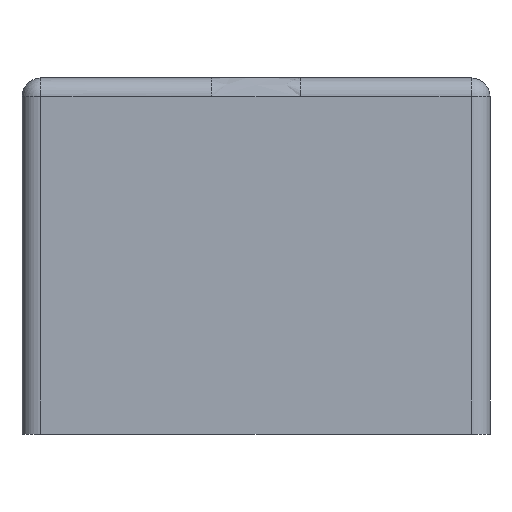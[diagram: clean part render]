
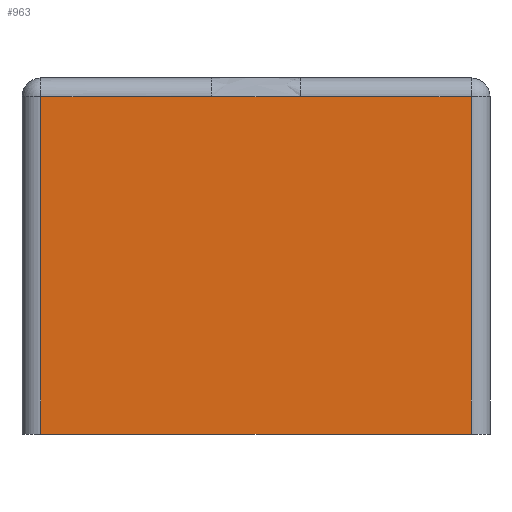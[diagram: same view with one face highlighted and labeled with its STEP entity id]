
A CAD part, front view. The second image highlights one B-rep face of the part: STEP entity #963.
In plain terms, the highlighted planar face has unit normal (0, -1, 0).
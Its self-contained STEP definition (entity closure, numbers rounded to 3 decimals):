
#55 = PLANE('',#56);
#56 = AXIS2_PLACEMENT_3D('',#57,#58,#59);
#57 = CARTESIAN_POINT('',(0.,0.,0.));
#58 = DIRECTION('',(0.,0.,1.));
#59 = DIRECTION('',(1.,0.,0.));
#206 = VERTEX_POINT('',#207);
#207 = CARTESIAN_POINT('',(-1.71,-3.19,0.));
#222 = CYLINDRICAL_SURFACE('',#223,0.15);
#223 = AXIS2_PLACEMENT_3D('',#224,#225,#226);
#224 = CARTESIAN_POINT('',(-1.71,-3.04,0.));
#225 = DIRECTION('',(0.,0.,1.));
#226 = DIRECTION('',(-1.,0.,0.));
#234 = EDGE_CURVE('',#235,#206,#237,.T.);
#235 = VERTEX_POINT('',#236);
#236 = CARTESIAN_POINT('',(1.71,-3.19,0.));
#237 = SURFACE_CURVE('',#238,(#242,#249),.PCURVE_S1.);
#238 = LINE('',#239,#240);
#239 = CARTESIAN_POINT('',(1.86,-3.19,0.));
#240 = VECTOR('',#241,1.);
#241 = DIRECTION('',(-1.,0.,0.));
#242 = PCURVE('',#55,#243);
#243 = DEFINITIONAL_REPRESENTATION('',(#244),#248);
#244 = LINE('',#245,#246);
#245 = CARTESIAN_POINT('',(1.86,-3.19));
#246 = VECTOR('',#247,1.);
#247 = DIRECTION('',(-1.,0.));
#248 = ( GEOMETRIC_REPRESENTATION_CONTEXT(2) 
PARAMETRIC_REPRESENTATION_CONTEXT() REPRESENTATION_CONTEXT('2D SPACE',''
  ) );
#249 = PCURVE('',#250,#255);
#250 = PLANE('',#251);
#251 = AXIS2_PLACEMENT_3D('',#252,#253,#254);
#252 = CARTESIAN_POINT('',(1.86,-3.19,0.));
#253 = DIRECTION('',(0.,-1.,0.));
#254 = DIRECTION('',(-1.,0.,0.));
#255 = DEFINITIONAL_REPRESENTATION('',(#256),#260);
#256 = LINE('',#257,#258);
#257 = CARTESIAN_POINT('',(0.,-0.));
#258 = VECTOR('',#259,1.);
#259 = DIRECTION('',(1.,0.));
#260 = ( GEOMETRIC_REPRESENTATION_CONTEXT(2) 
PARAMETRIC_REPRESENTATION_CONTEXT() REPRESENTATION_CONTEXT('2D SPACE',''
  ) );
#283 = CYLINDRICAL_SURFACE('',#284,0.15);
#284 = AXIS2_PLACEMENT_3D('',#285,#286,#287);
#285 = CARTESIAN_POINT('',(1.71,-3.04,0.));
#286 = DIRECTION('',(0.,0.,1.));
#287 = DIRECTION('',(1.,0.,0.));
#858 = EDGE_CURVE('',#206,#859,#861,.T.);
#859 = VERTEX_POINT('',#860);
#860 = CARTESIAN_POINT('',(-1.71,-3.19,2.68));
#861 = SURFACE_CURVE('',#862,(#866,#873),.PCURVE_S1.);
#862 = LINE('',#863,#864);
#863 = CARTESIAN_POINT('',(-1.71,-3.19,0.));
#864 = VECTOR('',#865,1.);
#865 = DIRECTION('',(0.,0.,1.));
#866 = PCURVE('',#222,#867);
#867 = DEFINITIONAL_REPRESENTATION('',(#868),#872);
#868 = LINE('',#869,#870);
#869 = CARTESIAN_POINT('',(1.571,0.));
#870 = VECTOR('',#871,1.);
#871 = DIRECTION('',(0.,1.));
#872 = ( GEOMETRIC_REPRESENTATION_CONTEXT(2) 
PARAMETRIC_REPRESENTATION_CONTEXT() REPRESENTATION_CONTEXT('2D SPACE',''
  ) );
#873 = PCURVE('',#250,#874);
#874 = DEFINITIONAL_REPRESENTATION('',(#875),#879);
#875 = LINE('',#876,#877);
#876 = CARTESIAN_POINT('',(3.57,0.));
#877 = VECTOR('',#878,1.);
#878 = DIRECTION('',(0.,-1.));
#879 = ( GEOMETRIC_REPRESENTATION_CONTEXT(2) 
PARAMETRIC_REPRESENTATION_CONTEXT() REPRESENTATION_CONTEXT('2D SPACE',''
  ) );
#913 = EDGE_CURVE('',#235,#914,#916,.T.);
#914 = VERTEX_POINT('',#915);
#915 = CARTESIAN_POINT('',(1.71,-3.19,2.68));
#916 = SURFACE_CURVE('',#917,(#921,#928),.PCURVE_S1.);
#917 = LINE('',#918,#919);
#918 = CARTESIAN_POINT('',(1.71,-3.19,0.));
#919 = VECTOR('',#920,1.);
#920 = DIRECTION('',(0.,0.,1.));
#921 = PCURVE('',#283,#922);
#922 = DEFINITIONAL_REPRESENTATION('',(#923),#927);
#923 = LINE('',#924,#925);
#924 = CARTESIAN_POINT('',(-1.571,0.));
#925 = VECTOR('',#926,1.);
#926 = DIRECTION('',(-0.,1.));
#927 = ( GEOMETRIC_REPRESENTATION_CONTEXT(2) 
PARAMETRIC_REPRESENTATION_CONTEXT() REPRESENTATION_CONTEXT('2D SPACE',''
  ) );
#928 = PCURVE('',#250,#929);
#929 = DEFINITIONAL_REPRESENTATION('',(#930),#934);
#930 = LINE('',#931,#932);
#931 = CARTESIAN_POINT('',(0.15,0.));
#932 = VECTOR('',#933,1.);
#933 = DIRECTION('',(0.,-1.));
#934 = ( GEOMETRIC_REPRESENTATION_CONTEXT(2) 
PARAMETRIC_REPRESENTATION_CONTEXT() REPRESENTATION_CONTEXT('2D SPACE',''
  ) );
#963 = ADVANCED_FACE('',(#964),#250,.T.);
#964 = FACE_BOUND('',#965,.T.);
#965 = EDGE_LOOP('',(#966,#967,#968,#996,#1049,#1075));
#966 = ORIENTED_EDGE('',*,*,#234,.F.);
#967 = ORIENTED_EDGE('',*,*,#913,.T.);
#968 = ORIENTED_EDGE('',*,*,#969,.T.);
#969 = EDGE_CURVE('',#914,#970,#972,.T.);
#970 = VERTEX_POINT('',#971);
#971 = CARTESIAN_POINT('',(0.353,-3.19,2.68));
#972 = SURFACE_CURVE('',#973,(#977,#984),.PCURVE_S1.);
#973 = LINE('',#974,#975);
#974 = CARTESIAN_POINT('',(1.86,-3.19,2.68));
#975 = VECTOR('',#976,1.);
#976 = DIRECTION('',(-1.,0.,0.));
#977 = PCURVE('',#250,#978);
#978 = DEFINITIONAL_REPRESENTATION('',(#979),#983);
#979 = LINE('',#980,#981);
#980 = CARTESIAN_POINT('',(0.,-2.68));
#981 = VECTOR('',#982,1.);
#982 = DIRECTION('',(1.,0.));
#983 = ( GEOMETRIC_REPRESENTATION_CONTEXT(2) 
PARAMETRIC_REPRESENTATION_CONTEXT() REPRESENTATION_CONTEXT('2D SPACE',''
  ) );
#984 = PCURVE('',#985,#990);
#985 = CYLINDRICAL_SURFACE('',#986,0.15);
#986 = AXIS2_PLACEMENT_3D('',#987,#988,#989);
#987 = CARTESIAN_POINT('',(1.86,-3.04,2.68));
#988 = DIRECTION('',(-1.,0.,0.));
#989 = DIRECTION('',(0.,0.,1.));
#990 = DEFINITIONAL_REPRESENTATION('',(#991),#995);
#991 = LINE('',#992,#993);
#992 = CARTESIAN_POINT('',(-1.571,0.));
#993 = VECTOR('',#994,1.);
#994 = DIRECTION('',(-0.,1.));
#995 = ( GEOMETRIC_REPRESENTATION_CONTEXT(2) 
PARAMETRIC_REPRESENTATION_CONTEXT() REPRESENTATION_CONTEXT('2D SPACE',''
  ) );
#996 = ORIENTED_EDGE('',*,*,#997,.T.);
#997 = EDGE_CURVE('',#970,#998,#1000,.T.);
#998 = VERTEX_POINT('',#999);
#999 = CARTESIAN_POINT('',(-0.353,-3.19,2.68));
#1000 = SURFACE_CURVE('',#1001,(#1009,#1020),.PCURVE_S1.);
#1001 = ( BOUNDED_CURVE() B_SPLINE_CURVE(6,(#1002,#1003,#1004,#1005,
#1006,#1007,#1008),.UNSPECIFIED.,.F.,.F.) B_SPLINE_CURVE_WITH_KNOTS((7,7
),(1.507,2.213),.PIECEWISE_BEZIER_KNOTS.) CURVE() 
GEOMETRIC_REPRESENTATION_ITEM() RATIONAL_B_SPLINE_CURVE((1.,1.,1.,1.,1.,
1.,1.)) REPRESENTATION_ITEM('') );
#1002 = CARTESIAN_POINT('',(0.353,-3.19,2.68));
#1003 = CARTESIAN_POINT('',(0.236,-3.19,2.68));
#1004 = CARTESIAN_POINT('',(0.118,-3.19,2.689));
#1005 = CARTESIAN_POINT('',(0.,-3.19,2.694));
#1006 = CARTESIAN_POINT('',(-0.118,-3.19,2.689));
#1007 = CARTESIAN_POINT('',(-0.236,-3.19,2.68));
#1008 = CARTESIAN_POINT('',(-0.353,-3.19,2.68));
#1009 = PCURVE('',#250,#1010);
#1010 = DEFINITIONAL_REPRESENTATION('',(#1011),#1019);
#1011 = ( BOUNDED_CURVE() B_SPLINE_CURVE(6,(#1012,#1013,#1014,#1015,
#1016,#1017,#1018),.UNSPECIFIED.,.F.,.F.) B_SPLINE_CURVE_WITH_KNOTS((7,7
),(1.507,2.213),.PIECEWISE_BEZIER_KNOTS.) CURVE() 
GEOMETRIC_REPRESENTATION_ITEM() RATIONAL_B_SPLINE_CURVE((1.,1.,1.,1.,1.,
1.,1.)) REPRESENTATION_ITEM('') );
#1012 = CARTESIAN_POINT('',(1.507,-2.68));
#1013 = CARTESIAN_POINT('',(1.624,-2.68));
#1014 = CARTESIAN_POINT('',(1.742,-2.689));
#1015 = CARTESIAN_POINT('',(1.86,-2.694));
#1016 = CARTESIAN_POINT('',(1.978,-2.689));
#1017 = CARTESIAN_POINT('',(2.096,-2.68));
#1018 = CARTESIAN_POINT('',(2.213,-2.68));
#1019 = ( GEOMETRIC_REPRESENTATION_CONTEXT(2) 
PARAMETRIC_REPRESENTATION_CONTEXT() REPRESENTATION_CONTEXT('2D SPACE',''
  ) );
#1020 = PCURVE('',#1021,#1043);
#1021 = ( BOUNDED_SURFACE() B_SPLINE_SURFACE(2,6,(
    (#1022,#1023,#1024,#1025,#1026,#1027,#1028)
    ,(#1029,#1030,#1031,#1032,#1033,#1034,#1035)
    ,(#1036,#1037,#1038,#1039,#1040,#1041,#1042
)),.UNSPECIFIED.,.F.,.F.,.F.) B_SPLINE_SURFACE_WITH_KNOTS((3,3),(7,7),(
    0.,0.707),(1.507,2.213),
.PIECEWISE_BEZIER_KNOTS.) GEOMETRIC_REPRESENTATION_ITEM() 
RATIONAL_B_SPLINE_SURFACE((
    (1.,1.,1.,1.,1.,1.,1.)
    ,(0.707,0.787,0.822,0.836
      ,0.822,0.787,0.707)
,(1.,1.,1.,1.,1.,1.,1.))) REPRESENTATION_ITEM('') SURFACE() );
#1022 = CARTESIAN_POINT('',(0.353,-3.19,2.68));
#1023 = CARTESIAN_POINT('',(0.236,-3.19,2.68));
#1024 = CARTESIAN_POINT('',(0.118,-3.19,2.689));
#1025 = CARTESIAN_POINT('',(0.,-3.19,2.694));
#1026 = CARTESIAN_POINT('',(-0.118,-3.19,2.689));
#1027 = CARTESIAN_POINT('',(-0.236,-3.19,2.68));
#1028 = CARTESIAN_POINT('',(-0.353,-3.19,2.68));
#1029 = CARTESIAN_POINT('',(0.353,-3.19,2.83));
#1030 = CARTESIAN_POINT('',(0.247,-3.19,2.799));
#1031 = CARTESIAN_POINT('',(0.124,-3.19,2.792));
#1032 = CARTESIAN_POINT('',(0.,-3.19,2.793));
#1033 = CARTESIAN_POINT('',(-0.124,-3.19,2.792));
#1034 = CARTESIAN_POINT('',(-0.247,-3.19,2.799));
#1035 = CARTESIAN_POINT('',(-0.353,-3.19,2.83));
#1036 = CARTESIAN_POINT('',(0.353,-3.04,2.83));
#1037 = CARTESIAN_POINT('',(0.236,-3.074,2.83));
#1038 = CARTESIAN_POINT('',(0.118,-3.093,2.83));
#1039 = CARTESIAN_POINT('',(0.,-3.1,2.83));
#1040 = CARTESIAN_POINT('',(-0.118,-3.093,2.83));
#1041 = CARTESIAN_POINT('',(-0.236,-3.074,2.83));
#1042 = CARTESIAN_POINT('',(-0.353,-3.04,2.83));
#1043 = DEFINITIONAL_REPRESENTATION('',(#1044),#1048);
#1044 = LINE('',#1045,#1046);
#1045 = CARTESIAN_POINT('',(0.,0.));
#1046 = VECTOR('',#1047,1.);
#1047 = DIRECTION('',(0.,1.));
#1048 = ( GEOMETRIC_REPRESENTATION_CONTEXT(2) 
PARAMETRIC_REPRESENTATION_CONTEXT() REPRESENTATION_CONTEXT('2D SPACE',''
  ) );
#1049 = ORIENTED_EDGE('',*,*,#1050,.T.);
#1050 = EDGE_CURVE('',#998,#859,#1051,.T.);
#1051 = SURFACE_CURVE('',#1052,(#1056,#1063),.PCURVE_S1.);
#1052 = LINE('',#1053,#1054);
#1053 = CARTESIAN_POINT('',(1.86,-3.19,2.68));
#1054 = VECTOR('',#1055,1.);
#1055 = DIRECTION('',(-1.,0.,0.));
#1056 = PCURVE('',#250,#1057);
#1057 = DEFINITIONAL_REPRESENTATION('',(#1058),#1062);
#1058 = LINE('',#1059,#1060);
#1059 = CARTESIAN_POINT('',(0.,-2.68));
#1060 = VECTOR('',#1061,1.);
#1061 = DIRECTION('',(1.,0.));
#1062 = ( GEOMETRIC_REPRESENTATION_CONTEXT(2) 
PARAMETRIC_REPRESENTATION_CONTEXT() REPRESENTATION_CONTEXT('2D SPACE',''
  ) );
#1063 = PCURVE('',#1064,#1069);
#1064 = CYLINDRICAL_SURFACE('',#1065,0.15);
#1065 = AXIS2_PLACEMENT_3D('',#1066,#1067,#1068);
#1066 = CARTESIAN_POINT('',(1.86,-3.04,2.68));
#1067 = DIRECTION('',(-1.,0.,0.));
#1068 = DIRECTION('',(0.,0.,1.));
#1069 = DEFINITIONAL_REPRESENTATION('',(#1070),#1074);
#1070 = LINE('',#1071,#1072);
#1071 = CARTESIAN_POINT('',(-1.571,0.));
#1072 = VECTOR('',#1073,1.);
#1073 = DIRECTION('',(-0.,1.));
#1074 = ( GEOMETRIC_REPRESENTATION_CONTEXT(2) 
PARAMETRIC_REPRESENTATION_CONTEXT() REPRESENTATION_CONTEXT('2D SPACE',''
  ) );
#1075 = ORIENTED_EDGE('',*,*,#858,.F.);
